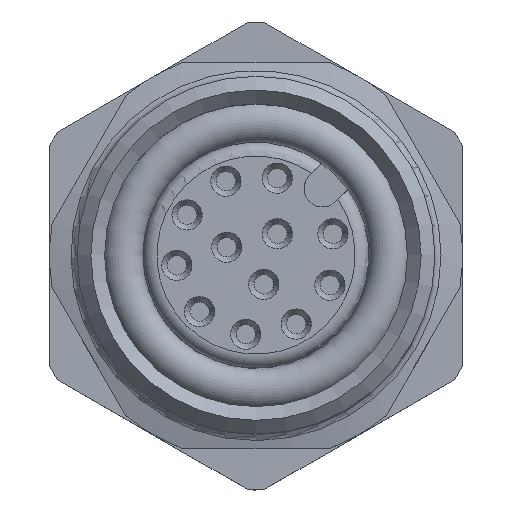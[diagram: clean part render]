
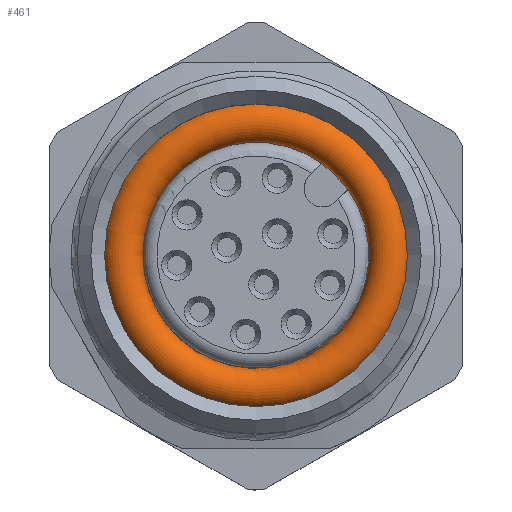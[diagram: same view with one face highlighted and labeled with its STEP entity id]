
A CAD part, top view. The second image highlights one B-rep face of the part: STEP entity #461.
In plain terms, the highlighted toroidal (fillet/blend) face has major radius 4.85 mm and minor radius 0.75 mm.
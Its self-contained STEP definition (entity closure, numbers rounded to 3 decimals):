
#60=TOROIDAL_SURFACE('',#2664,4.85,0.75);
#461=ADVANCED_FACE('',(#822,#823),#60,.T.);
#822=FACE_BOUND('',#1148,.T.);
#823=FACE_BOUND('',#1149,.T.);
#1148=EDGE_LOOP('',(#1609,#1610));
#1149=EDGE_LOOP('',(#1611));
#1609=ORIENTED_EDGE('',*,*,#2124,.F.);
#1610=ORIENTED_EDGE('',*,*,#2125,.F.);
#1611=ORIENTED_EDGE('',*,*,#1935,.T.);
#1721=VERTEX_POINT('',#3572);
#1886=VERTEX_POINT('',#4106);
#1887=VERTEX_POINT('',#4107);
#1935=EDGE_CURVE('',#1721,#1721,#2180,.T.);
#2124=EDGE_CURVE('',#1886,#1887,#2321,.T.);
#2125=EDGE_CURVE('',#1887,#1886,#2322,.T.);
#2180=CIRCLE('',#2377,5.5);
#2321=CIRCLE('',#2662,4.1);
#2322=CIRCLE('',#2663,4.1);
#2377=AXIS2_PLACEMENT_3D('',#3571,#2787,#2788);
#2662=AXIS2_PLACEMENT_3D('',#4105,#3393,#3394);
#2663=AXIS2_PLACEMENT_3D('',#4108,#3395,#3396);
#2664=AXIS2_PLACEMENT_3D('',#4109,#3397,#3398);
#2787=DIRECTION('',(0.,0.,1.));
#2788=DIRECTION('',(0.,1.,0.));
#3393=DIRECTION('',(0.,0.,1.));
#3394=DIRECTION('',(0.,-1.,0.));
#3395=DIRECTION('',(0.,0.,1.));
#3396=DIRECTION('',(0.,-1.,0.));
#3397=DIRECTION('',(0.,0.,-1.));
#3398=DIRECTION('',(-1.,0.,0.));
#3571=CARTESIAN_POINT('',(8.435,0.,9.559));
#3572=CARTESIAN_POINT('',(8.435,5.5,9.559));
#4105=CARTESIAN_POINT('',(8.435,0.,9.185));
#4106=CARTESIAN_POINT('',(11.772,2.382,9.185));
#4107=CARTESIAN_POINT('',(10.818,3.337,9.185));
#4108=CARTESIAN_POINT('',(8.435,0.,9.185));
#4109=CARTESIAN_POINT('',(8.435,0.,9.185));
